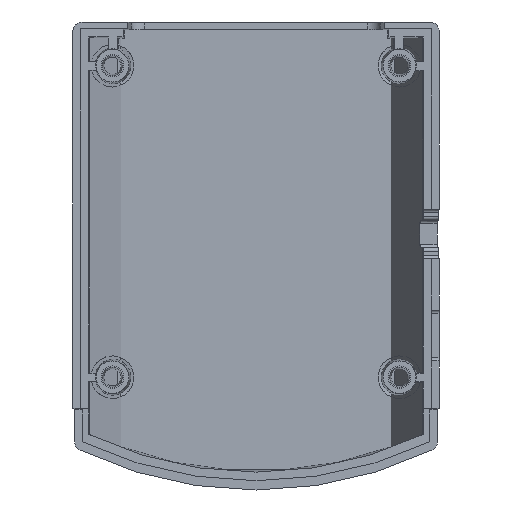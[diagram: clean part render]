
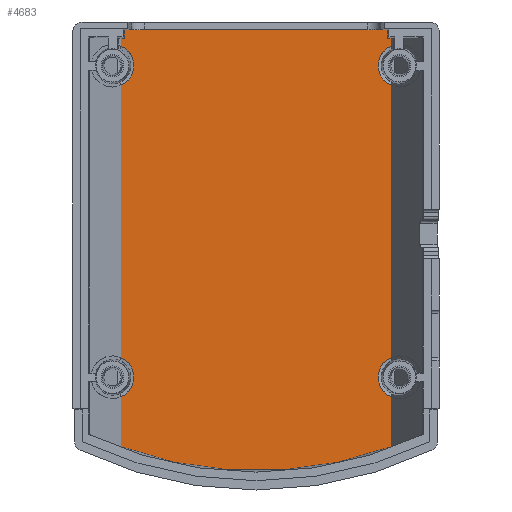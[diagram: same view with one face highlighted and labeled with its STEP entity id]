
A CAD part, front view. The second image highlights one B-rep face of the part: STEP entity #4683.
In plain terms, the highlighted planar face has unit normal (0, -1, 0).
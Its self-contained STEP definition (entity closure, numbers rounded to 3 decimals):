
#8 = LINE ( 'NONE', #3873, #3459 ) ;
#10 = VECTOR ( 'NONE', #1653, 1000. ) ;
#33 = DIRECTION ( 'NONE',  ( 0., -1., 0. ) ) ;
#35 = ORIENTED_EDGE ( 'NONE', *, *, #3177, .F. ) ;
#237 = CARTESIAN_POINT ( 'NONE',  ( -20.5, 13.97, 32.541 ) ) ;
#294 = CARTESIAN_POINT ( 'NONE',  ( 0., 13.97, 31.19 ) ) ;
#305 = CARTESIAN_POINT ( 'NONE',  ( 0., 13.97, 24.497 ) ) ;
#316 = CARTESIAN_POINT ( 'NONE',  ( -21.043, 13.97, -18.52 ) ) ;
#344 = VERTEX_POINT ( 'NONE', #3765 ) ;
#383 = DIRECTION ( 'NONE',  ( 0., 0., 1. ) ) ;
#403 = CIRCLE ( 'NONE', #2259, 3.332 ) ;
#439 = DIRECTION ( 'NONE',  ( 0., -1., 0. ) ) ;
#478 = CARTESIAN_POINT ( 'NONE',  ( -20.5, 13.97, 24.497 ) ) ;
#559 = CIRCLE ( 'NONE', #2785, 3.332 ) ;
#640 = VECTOR ( 'NONE', #1033, 1000. ) ;
#744 = VERTEX_POINT ( 'NONE', #237 ) ;
#761 = ORIENTED_EDGE ( 'NONE', *, *, #1178, .T. ) ;
#770 = LINE ( 'NONE', #1290, #3002 ) ;
#862 = DIRECTION ( 'NONE',  ( 0., 0., 1. ) ) ;
#870 = CARTESIAN_POINT ( 'NONE',  ( -21.043, 13.97, -24.648 ) ) ;
#874 = DIRECTION ( 'NONE',  ( 0., 0., 1. ) ) ;
#942 = DIRECTION ( 'NONE',  ( 0., 0., -1. ) ) ;
#1033 = DIRECTION ( 'NONE',  ( 0., 0., 1. ) ) ;
#1161 = CARTESIAN_POINT ( 'NONE',  ( 21.043, 13.97, 29.994 ) ) ;
#1178 = EDGE_CURVE ( 'NONE', #344, #3319, #2291, .T. ) ;
#1200 = DIRECTION ( 'NONE',  ( 0., -1., 0. ) ) ;
#1210 = ORIENTED_EDGE ( 'NONE', *, *, #1518, .F. ) ;
#1223 = LINE ( 'NONE', #4748, #1505 ) ;
#1227 = DIRECTION ( 'NONE',  ( 0., 0., 1. ) ) ;
#1283 = CARTESIAN_POINT ( 'NONE',  ( 21.043, 13.97, -32.413 ) ) ;
#1290 = CARTESIAN_POINT ( 'NONE',  ( 0., 13.97, 32.541 ) ) ;
#1440 = CARTESIAN_POINT ( 'NONE',  ( 22.352, 13.97, 26.93 ) ) ;
#1447 = VERTEX_POINT ( 'NONE', #316 ) ;
#1505 = VECTOR ( 'NONE', #2063, 1000. ) ;
#1518 = EDGE_CURVE ( 'NONE', #1899, #1447, #403, .T. ) ;
#1615 = ORIENTED_EDGE ( 'NONE', *, *, #5038, .F. ) ;
#1653 = DIRECTION ( 'NONE',  ( -1., 0., 0. ) ) ;
#1678 = VERTEX_POINT ( 'NONE', #2424 ) ;
#1753 = LINE ( 'NONE', #3539, #5066 ) ;
#1760 = CARTESIAN_POINT ( 'NONE',  ( -21.043, 13.97, -500000. ) ) ;
#1762 = VERTEX_POINT ( 'NONE', #3414 ) ;
#1792 = EDGE_CURVE ( 'NONE', #1678, #2164, #5123, .T. ) ;
#1848 = AXIS2_PLACEMENT_3D ( 'NONE', #305, #3909, #1227 ) ;
#1868 = EDGE_LOOP ( 'NONE', ( #1210, #3844, #761, #3456, #2837, #5398, #2953, #3423, #4139, #3719, #2451, #4324, #2042, #35, #1615, #3086 ) ) ;
#1892 = DIRECTION ( 'NONE',  ( 0., 0., 1. ) ) ;
#1899 = VERTEX_POINT ( 'NONE', #870 ) ;
#1985 = VECTOR ( 'NONE', #874, 1000. ) ;
#2007 = CARTESIAN_POINT ( 'NONE',  ( 20.5, 13.97, 31.19 ) ) ;
#2042 = ORIENTED_EDGE ( 'NONE', *, *, #4661, .T. ) ;
#2063 = DIRECTION ( 'NONE',  ( 0., 0., 1. ) ) ;
#2093 = PLANE ( 'NONE',  #1848 ) ;
#2123 = FACE_OUTER_BOUND ( 'NONE', #1868, .T. ) ;
#2164 = VERTEX_POINT ( 'NONE', #2007 ) ;
#2237 = VECTOR ( 'NONE', #862, 1000. ) ;
#2259 = AXIS2_PLACEMENT_3D ( 'NONE', #3113, #439, #3588 ) ;
#2291 = CIRCLE ( 'NONE', #2479, 60.676 ) ;
#2409 = VERTEX_POINT ( 'NONE', #5812 ) ;
#2424 = CARTESIAN_POINT ( 'NONE',  ( 21.043, 13.97, 31.19 ) ) ;
#2451 = ORIENTED_EDGE ( 'NONE', *, *, #4283, .T. ) ;
#2479 = AXIS2_PLACEMENT_3D ( 'NONE', #2709, #33, #3168 ) ;
#2577 = CARTESIAN_POINT ( 'NONE',  ( 21.043, 13.97, 23.866 ) ) ;
#2622 = CARTESIAN_POINT ( 'NONE',  ( 21.043, 13.97, -500000. ) ) ;
#2627 = VERTEX_POINT ( 'NONE', #1161 ) ;
#2709 = CARTESIAN_POINT ( 'NONE',  ( 0., 13.97, 24.497 ) ) ;
#2726 = CARTESIAN_POINT ( 'NONE',  ( -20.5, 13.97, 31.19 ) ) ;
#2785 = AXIS2_PLACEMENT_3D ( 'NONE', #5752, #3063, #383 ) ;
#2813 = CARTESIAN_POINT ( 'NONE',  ( -21.043, 13.97, 29.994 ) ) ;
#2837 = ORIENTED_EDGE ( 'NONE', *, *, #4059, .T. ) ;
#2953 = ORIENTED_EDGE ( 'NONE', *, *, #5734, .T. ) ;
#3002 = VECTOR ( 'NONE', #3085, 1000. ) ;
#3015 = VECTOR ( 'NONE', #942, 1000. ) ;
#3024 = EDGE_CURVE ( 'NONE', #2409, #4010, #4308, .T. ) ;
#3063 = DIRECTION ( 'NONE',  ( 0., 1., 0. ) ) ;
#3085 = DIRECTION ( 'NONE',  ( -1., 0., 0. ) ) ;
#3086 = ORIENTED_EDGE ( 'NONE', *, *, #4098, .F. ) ;
#3113 = CARTESIAN_POINT ( 'NONE',  ( -22.352, 13.97, -21.584 ) ) ;
#3120 = VERTEX_POINT ( 'NONE', #2813 ) ;
#3161 = LINE ( 'NONE', #1760, #1985 ) ;
#3168 = DIRECTION ( 'NONE',  ( 0., 0., 1. ) ) ;
#3171 = EDGE_CURVE ( 'NONE', #2164, #5399, #1223, .T. ) ;
#3177 = EDGE_CURVE ( 'NONE', #3120, #3351, #8, .T. ) ;
#3216 = CARTESIAN_POINT ( 'NONE',  ( 21.043, 13.97, -24.648 ) ) ;
#3236 = VECTOR ( 'NONE', #4960, 1000. ) ;
#3319 = VERTEX_POINT ( 'NONE', #1283 ) ;
#3351 = VERTEX_POINT ( 'NONE', #4421 ) ;
#3414 = CARTESIAN_POINT ( 'NONE',  ( -21.043, 13.97, 23.866 ) ) ;
#3423 = ORIENTED_EDGE ( 'NONE', *, *, #4284, .T. ) ;
#3435 = DIRECTION ( 'NONE',  ( -1., 0., 0. ) ) ;
#3442 = CIRCLE ( 'NONE', #3701, 3.332 ) ;
#3456 = ORIENTED_EDGE ( 'NONE', *, *, #3772, .T. ) ;
#3459 = VECTOR ( 'NONE', #4322, 1000. ) ;
#3534 = VERTEX_POINT ( 'NONE', #3216 ) ;
#3539 = CARTESIAN_POINT ( 'NONE',  ( -21.043, 13.97, -500000. ) ) ;
#3554 = DIRECTION ( 'NONE',  ( 0., 0., 1. ) ) ;
#3588 = DIRECTION ( 'NONE',  ( 0., 0., 1. ) ) ;
#3701 = AXIS2_PLACEMENT_3D ( 'NONE', #1440, #4571, #1892 ) ;
#3719 = ORIENTED_EDGE ( 'NONE', *, *, #3171, .T. ) ;
#3765 = CARTESIAN_POINT ( 'NONE',  ( -21.043, 13.97, -32.413 ) ) ;
#3772 = EDGE_CURVE ( 'NONE', #3319, #3534, #5409, .T. ) ;
#3844 = ORIENTED_EDGE ( 'NONE', *, *, #4704, .F. ) ;
#3873 = CARTESIAN_POINT ( 'NONE',  ( -21.043, 13.97, -500000. ) ) ;
#3896 = CARTESIAN_POINT ( 'NONE',  ( -22.352, 13.97, 26.93 ) ) ;
#3909 = DIRECTION ( 'NONE',  ( 0., 1., 0. ) ) ;
#4010 = VERTEX_POINT ( 'NONE', #2577 ) ;
#4021 = CIRCLE ( 'NONE', #5631, 3.332 ) ;
#4059 = EDGE_CURVE ( 'NONE', #3534, #2409, #559, .T. ) ;
#4063 = CARTESIAN_POINT ( 'NONE',  ( 21.043, 13.97, -500000. ) ) ;
#4098 = EDGE_CURVE ( 'NONE', #1447, #1762, #1753, .T. ) ;
#4139 = ORIENTED_EDGE ( 'NONE', *, *, #1792, .T. ) ;
#4177 = CARTESIAN_POINT ( 'NONE',  ( 21.043, 13.97, -500000. ) ) ;
#4221 = LINE ( 'NONE', #2622, #2237 ) ;
#4283 = EDGE_CURVE ( 'NONE', #5399, #744, #770, .T. ) ;
#4284 = EDGE_CURVE ( 'NONE', #2627, #1678, #4221, .T. ) ;
#4308 = LINE ( 'NONE', #4063, #3236 ) ;
#4322 = DIRECTION ( 'NONE',  ( 0., 0., 1. ) ) ;
#4324 = ORIENTED_EDGE ( 'NONE', *, *, #4772, .T. ) ;
#4331 = DIRECTION ( 'NONE',  ( 0., 0., 1. ) ) ;
#4333 = CARTESIAN_POINT ( 'NONE',  ( 0., 13.97, 31.19 ) ) ;
#4372 = LINE ( 'NONE', #478, #3015 ) ;
#4421 = CARTESIAN_POINT ( 'NONE',  ( -21.043, 13.97, 31.19 ) ) ;
#4571 = DIRECTION ( 'NONE',  ( 0., 1., 0. ) ) ;
#4653 = LINE ( 'NONE', #4333, #10 ) ;
#4661 = EDGE_CURVE ( 'NONE', #4784, #3351, #4653, .T. ) ;
#4683 = ADVANCED_FACE ( 'NONE', ( #2123 ), #2093, .F. ) ;
#4704 = EDGE_CURVE ( 'NONE', #344, #1899, #3161, .T. ) ;
#4748 = CARTESIAN_POINT ( 'NONE',  ( 20.5, 13.97, 24.497 ) ) ;
#4772 = EDGE_CURVE ( 'NONE', #744, #4784, #4372, .T. ) ;
#4784 = VERTEX_POINT ( 'NONE', #2726 ) ;
#4960 = DIRECTION ( 'NONE',  ( 0., 0., 1. ) ) ;
#5038 = EDGE_CURVE ( 'NONE', #1762, #3120, #4021, .T. ) ;
#5066 = VECTOR ( 'NONE', #3554, 1000. ) ;
#5118 = CARTESIAN_POINT ( 'NONE',  ( 20.5, 13.97, 32.541 ) ) ;
#5123 = LINE ( 'NONE', #294, #5258 ) ;
#5258 = VECTOR ( 'NONE', #3435, 1000. ) ;
#5398 = ORIENTED_EDGE ( 'NONE', *, *, #3024, .T. ) ;
#5399 = VERTEX_POINT ( 'NONE', #5118 ) ;
#5409 = LINE ( 'NONE', #4177, #640 ) ;
#5631 = AXIS2_PLACEMENT_3D ( 'NONE', #3896, #1200, #4331 ) ;
#5734 = EDGE_CURVE ( 'NONE', #4010, #2627, #3442, .T. ) ;
#5752 = CARTESIAN_POINT ( 'NONE',  ( 22.352, 13.97, -21.584 ) ) ;
#5812 = CARTESIAN_POINT ( 'NONE',  ( 21.043, 13.97, -18.52 ) ) ;
